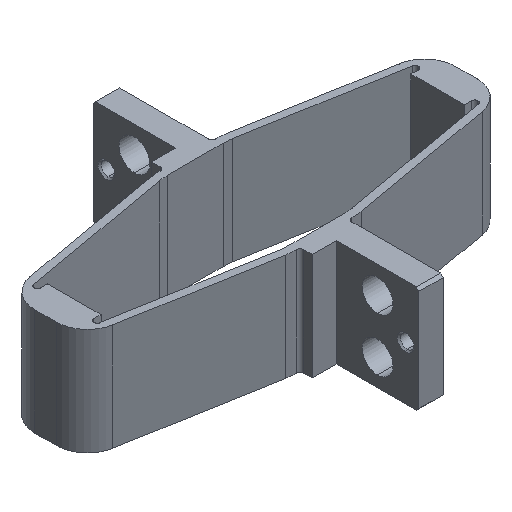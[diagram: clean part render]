
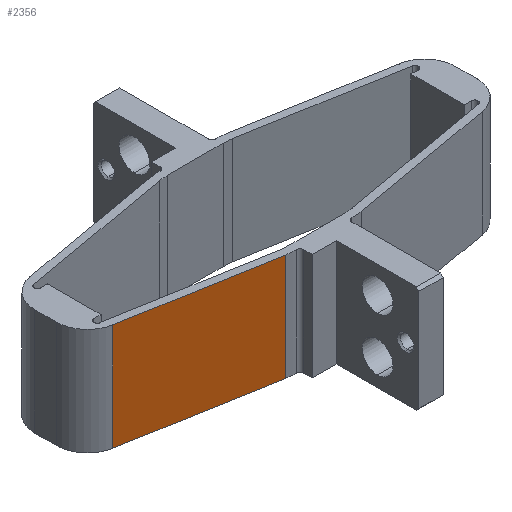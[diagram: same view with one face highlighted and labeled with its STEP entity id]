
A CAD part, isometric view. The second image highlights one B-rep face of the part: STEP entity #2356.
In plain terms, the highlighted face is planar.
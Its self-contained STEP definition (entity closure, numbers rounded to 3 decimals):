
#90 = CARTESIAN_POINT ( 'NONE',  ( 34.555, -10., 7.768 ) ) ;
#98 = EDGE_CURVE ( 'NONE', #1087, #263, #2059, .T. ) ;
#134 = CARTESIAN_POINT ( 'NONE',  ( 34.555, 10., 7.768 ) ) ;
#251 = ORIENTED_EDGE ( 'NONE', *, *, #1672, .T. ) ;
#259 = LINE ( 'NONE', #1006, #2287 ) ;
#263 = VERTEX_POINT ( 'NONE', #999 ) ;
#359 = ORIENTED_EDGE ( 'NONE', *, *, #622, .F. ) ;
#374 = DIRECTION ( 'NONE',  ( -0.173, 0., -0.985 ) ) ;
#495 = EDGE_LOOP ( 'NONE', ( #543, #1088, #359, #251 ) ) ;
#543 = ORIENTED_EDGE ( 'NONE', *, *, #98, .F. ) ;
#622 = EDGE_CURVE ( 'NONE', #1562, #1964, #1496, .T. ) ;
#725 = CARTESIAN_POINT ( 'NONE',  ( 34.555, -10., 7.768 ) ) ;
#760 = DIRECTION ( 'NONE',  ( 0., 1., 0. ) ) ;
#781 = PLANE ( 'NONE',  #982 ) ;
#905 = EDGE_CURVE ( 'NONE', #1964, #1087, #259, .T. ) ;
#910 = CARTESIAN_POINT ( 'NONE',  ( 7.106, -10., 12.596 ) ) ;
#982 = AXIS2_PLACEMENT_3D ( 'NONE', #1564, #374, #1668 ) ;
#999 = CARTESIAN_POINT ( 'NONE',  ( 7.106, 10., 12.596 ) ) ;
#1006 = CARTESIAN_POINT ( 'NONE',  ( 34.555, -10., 7.768 ) ) ;
#1087 = VERTEX_POINT ( 'NONE', #910 ) ;
#1088 = ORIENTED_EDGE ( 'NONE', *, *, #905, .F. ) ;
#1191 = VECTOR ( 'NONE', #2290, 1000. ) ;
#1496 = LINE ( 'NONE', #725, #1191 ) ;
#1562 = VERTEX_POINT ( 'NONE', #1595 ) ;
#1564 = CARTESIAN_POINT ( 'NONE',  ( 34.555, -10., 7.768 ) ) ;
#1595 = CARTESIAN_POINT ( 'NONE',  ( 34.555, 10., 7.768 ) ) ;
#1643 = VECTOR ( 'NONE', #1899, 1000. ) ;
#1649 = FACE_OUTER_BOUND ( 'NONE', #495, .T. ) ;
#1668 = DIRECTION ( 'NONE',  ( 0.985, 0., -0.173 ) ) ;
#1672 = EDGE_CURVE ( 'NONE', #1562, #263, #2492, .T. ) ;
#1840 = DIRECTION ( 'NONE',  ( -0.985, 0., 0.173 ) ) ;
#1899 = DIRECTION ( 'NONE',  ( -0.985, 0., 0.173 ) ) ;
#1910 = CARTESIAN_POINT ( 'NONE',  ( 7.106, -10., 12.596 ) ) ;
#1964 = VERTEX_POINT ( 'NONE', #90 ) ;
#2059 = LINE ( 'NONE', #1910, #2498 ) ;
#2287 = VECTOR ( 'NONE', #1840, 1000. ) ;
#2290 = DIRECTION ( 'NONE',  ( 0., -1., 0. ) ) ;
#2356 = ADVANCED_FACE ( 'NONE', ( #1649 ), #781, .F. ) ;
#2492 = LINE ( 'NONE', #134, #1643 ) ;
#2498 = VECTOR ( 'NONE', #760, 1000. ) ;
